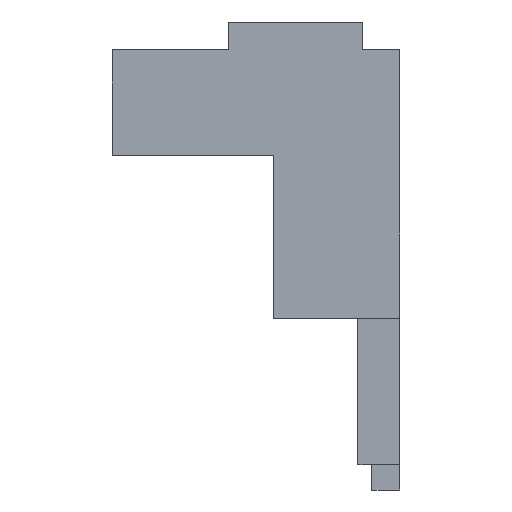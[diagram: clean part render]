
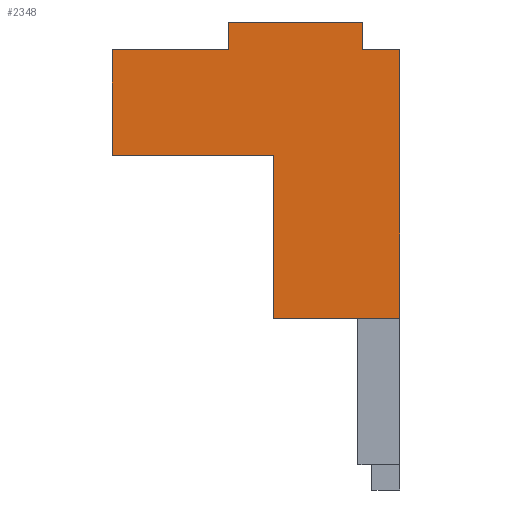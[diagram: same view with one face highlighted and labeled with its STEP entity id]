
A CAD part, left-side view. The second image highlights one B-rep face of the part: STEP entity #2348.
In plain terms, the highlighted planar face has unit normal (-1, 0, 0).
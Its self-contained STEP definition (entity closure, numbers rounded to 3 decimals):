
#2289=AXIS2_PLACEMENT_3D('Plane Axis2P3D',#2286,#2287,#2288) ;
#1808=CARTESIAN_POINT('Vertex',(0.,13.6,36.1)) ;
#1811=CARTESIAN_POINT('Line Origine',(0.,22.3,36.1)) ;
#1815=CARTESIAN_POINT('Vertex',(0.,31.,36.1)) ;
#1998=CARTESIAN_POINT('Line Origine',(0.,11.25,50.5)) ;
#2002=CARTESIAN_POINT('Vertex',(0.,18.5,50.5)) ;
#2004=CARTESIAN_POINT('Vertex',(0.,4.,50.5)) ;
#2248=CARTESIAN_POINT('Line Origine',(0.,13.6,27.325)) ;
#2252=CARTESIAN_POINT('Vertex',(0.,13.6,18.55)) ;
#2286=CARTESIAN_POINT('Axis2P3D Location',(0.,-0.5,47.55)) ;
#2291=CARTESIAN_POINT('Line Origine',(0.,4.,49.)) ;
#2295=CARTESIAN_POINT('Vertex',(0.,4.,47.5)) ;
#2298=CARTESIAN_POINT('Line Origine',(0.,18.5,49.)) ;
#2302=CARTESIAN_POINT('Vertex',(0.,18.5,47.5)) ;
#2305=CARTESIAN_POINT('Line Origine',(0.,24.75,47.5)) ;
#2309=CARTESIAN_POINT('Vertex',(0.,31.,47.5)) ;
#2312=CARTESIAN_POINT('Line Origine',(0.,31.,41.8)) ;
#2317=CARTESIAN_POINT('Line Origine',(0.,6.8,18.55)) ;
#2321=CARTESIAN_POINT('Vertex',(0.,0.,18.55)) ;
#2324=CARTESIAN_POINT('Line Origine',(0.,0.,33.025)) ;
#2328=CARTESIAN_POINT('Vertex',(0.,0.,47.5)) ;
#2331=CARTESIAN_POINT('Line Origine',(0.,2.,47.5)) ;
#1812=DIRECTION('Vector Direction',(0.,1.,0.)) ;
#1999=DIRECTION('Vector Direction',(0.,-1.,0.)) ;
#2249=DIRECTION('Vector Direction',(0.,0.,1.)) ;
#2287=DIRECTION('Axis2P3D Direction',(-1.,0.,0.)) ;
#2288=DIRECTION('Axis2P3D XDirection',(0.,0.,1.)) ;
#2292=DIRECTION('Vector Direction',(0.,0.,-1.)) ;
#2299=DIRECTION('Vector Direction',(0.,0.,1.)) ;
#2306=DIRECTION('Vector Direction',(0.,-1.,0.)) ;
#2313=DIRECTION('Vector Direction',(0.,0.,1.)) ;
#2318=DIRECTION('Vector Direction',(0.,1.,0.)) ;
#2325=DIRECTION('Vector Direction',(0.,0.,1.)) ;
#2332=DIRECTION('Vector Direction',(0.,-1.,0.)) ;
#1813=VECTOR('Line Direction',#1812,1.) ;
#2000=VECTOR('Line Direction',#1999,1.) ;
#2250=VECTOR('Line Direction',#2249,1.) ;
#2293=VECTOR('Line Direction',#2292,1.) ;
#2300=VECTOR('Line Direction',#2299,1.) ;
#2307=VECTOR('Line Direction',#2306,1.) ;
#2314=VECTOR('Line Direction',#2313,1.) ;
#2319=VECTOR('Line Direction',#2318,1.) ;
#2326=VECTOR('Line Direction',#2325,1.) ;
#2333=VECTOR('Line Direction',#2332,1.) ;
#2337=ORIENTED_EDGE('',*,*,#2297,.F.) ;
#2338=ORIENTED_EDGE('',*,*,#2006,.F.) ;
#2339=ORIENTED_EDGE('',*,*,#2304,.F.) ;
#2340=ORIENTED_EDGE('',*,*,#2311,.F.) ;
#2341=ORIENTED_EDGE('',*,*,#2316,.F.) ;
#2342=ORIENTED_EDGE('',*,*,#1817,.F.) ;
#2343=ORIENTED_EDGE('',*,*,#2254,.F.) ;
#2344=ORIENTED_EDGE('',*,*,#2323,.F.) ;
#2345=ORIENTED_EDGE('',*,*,#2330,.T.) ;
#2346=ORIENTED_EDGE('',*,*,#2335,.F.) ;
#2348=ADVANCED_FACE('COVER',(#2347),#2290,.T.) ;
#1817=EDGE_CURVE('',#1809,#1816,#1814,.T.) ;
#2006=EDGE_CURVE('',#2003,#2005,#2001,.T.) ;
#2254=EDGE_CURVE('',#2253,#1809,#2251,.T.) ;
#2297=EDGE_CURVE('',#2005,#2296,#2294,.T.) ;
#2304=EDGE_CURVE('',#2303,#2003,#2301,.T.) ;
#2311=EDGE_CURVE('',#2310,#2303,#2308,.T.) ;
#2316=EDGE_CURVE('',#1816,#2310,#2315,.T.) ;
#2323=EDGE_CURVE('',#2322,#2253,#2320,.T.) ;
#2330=EDGE_CURVE('',#2322,#2329,#2327,.T.) ;
#2335=EDGE_CURVE('',#2296,#2329,#2334,.T.) ;
#2336=EDGE_LOOP('',(#2337,#2338,#2339,#2340,#2341,#2342,#2343,#2344,#2345,#2346)) ;
#2347=FACE_OUTER_BOUND('',#2336,.T.) ;
#1814=LINE('Line',#1811,#1813) ;
#2001=LINE('Line',#1998,#2000) ;
#2251=LINE('Line',#2248,#2250) ;
#2294=LINE('Line',#2291,#2293) ;
#2301=LINE('Line',#2298,#2300) ;
#2308=LINE('Line',#2305,#2307) ;
#2315=LINE('Line',#2312,#2314) ;
#2320=LINE('Line',#2317,#2319) ;
#2327=LINE('Line',#2324,#2326) ;
#2334=LINE('Line',#2331,#2333) ;
#2290=PLANE('',#2289) ;
#1809=VERTEX_POINT('',#1808) ;
#1816=VERTEX_POINT('',#1815) ;
#2003=VERTEX_POINT('',#2002) ;
#2005=VERTEX_POINT('',#2004) ;
#2253=VERTEX_POINT('',#2252) ;
#2296=VERTEX_POINT('',#2295) ;
#2303=VERTEX_POINT('',#2302) ;
#2310=VERTEX_POINT('',#2309) ;
#2322=VERTEX_POINT('',#2321) ;
#2329=VERTEX_POINT('',#2328) ;
